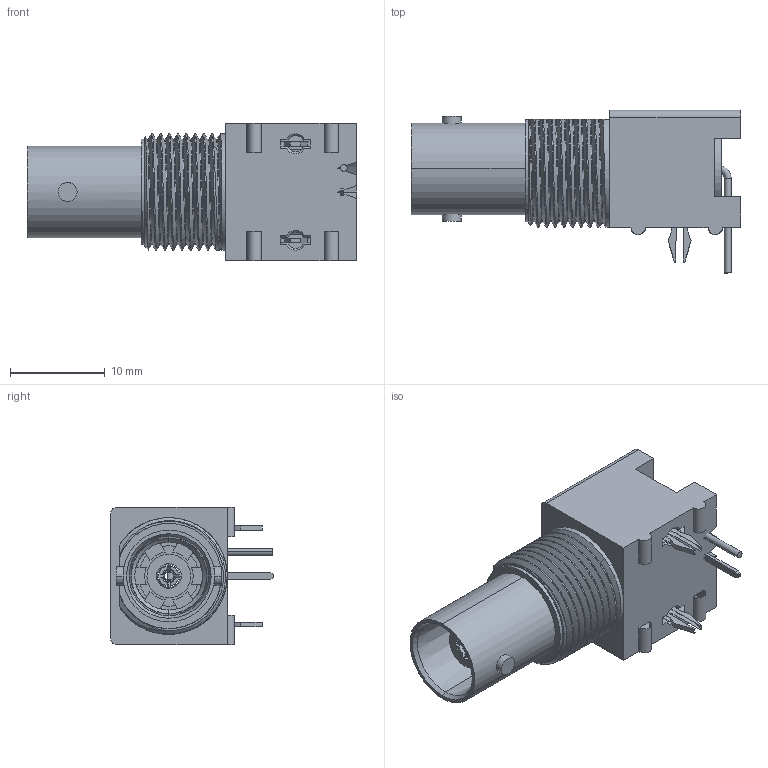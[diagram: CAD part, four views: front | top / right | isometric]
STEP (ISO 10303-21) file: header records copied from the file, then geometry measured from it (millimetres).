
FILE_DESCRIPTION((''),'2;1');
FILE_NAME('031-71052-1010','2013-06-11T',('Clement Lazar'),(''),'PRO/ENGINEER BY PARAMETRIC TECHNOLOGY CORPORATION, 2010100','PRO/ENGINEER BY PARAMETRIC TECHNOLOGY CORPORATION, 2010100','');
FILE_SCHEMA(('CONFIG_CONTROL_DESIGN'));
Length unit declared in the file: millimetre
Products named in the file (1): 031-71052-1010
Bounding box: 34.7 x 17.22 x 14.5 mm (x, y, z)
Surface area: 3176.6 mm2 (no closed solid volume)
Topology: 0 solids, 19 shells, 156 faces, 593 edges, 451 vertices
Faces by surface type: plane 66, cylinder 36, bspline 35, cone 15, torus 4
Entity records: 16480 total; most frequent: CARTESIAN_POINT 11769, ORIENTED_EDGE 932, DIRECTION 851, EDGE_CURVE 593, VERTEX_POINT 451, VECTOR 325, LINE 325, AXIS2_PLACEMENT_3D 263
